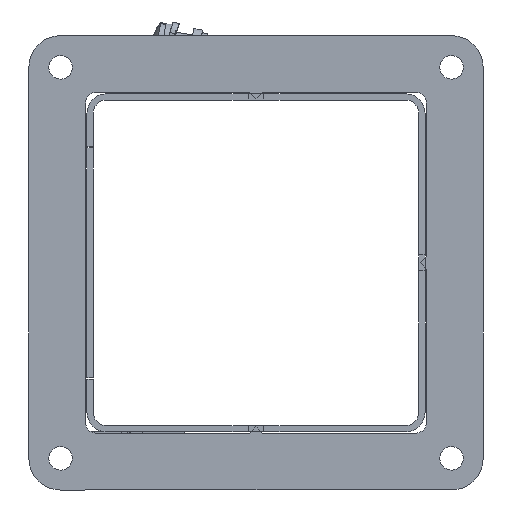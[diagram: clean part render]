
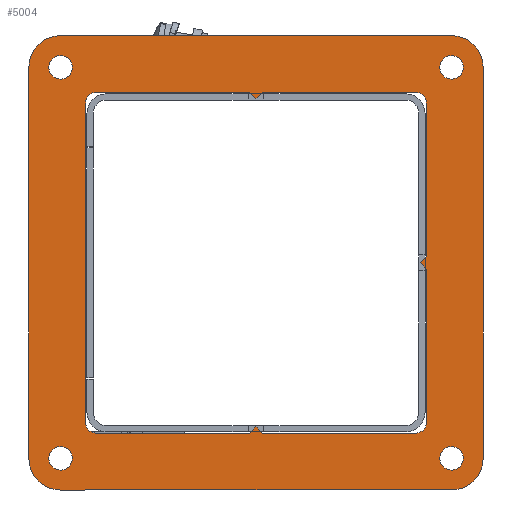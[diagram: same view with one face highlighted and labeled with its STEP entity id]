
A CAD part, left-side view. The second image highlights one B-rep face of the part: STEP entity #5004.
In plain terms, the highlighted face is planar.
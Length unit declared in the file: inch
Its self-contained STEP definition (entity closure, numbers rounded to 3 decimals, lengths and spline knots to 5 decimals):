
#4023=CARTESIAN_POINT('',(-2.01563,0.074,0.125));
#4024=VERTEX_POINT('',#4023);
#4031=CARTESIAN_POINT('',(-1.94163,0.,0.125));
#4032=VERTEX_POINT('',#4031);
#4033=CARTESIAN_POINT('',(-1.94163,0.,0.125));
#4034=DIRECTION('',(-0.707,0.707,0.0));
#4035=VECTOR('',#4034,0.10465);
#4036=LINE('',#4033,#4035);
#4037=EDGE_CURVE('',#4032,#4024,#4036,.T.);
#4062=CARTESIAN_POINT('',(-2.01563,-0.074,0.125));
#4063=VERTEX_POINT('',#4062);
#4064=CARTESIAN_POINT('',(-2.01563,-0.074,0.125));
#4065=DIRECTION('',(0.707,0.707,0.0));
#4066=VECTOR('',#4065,0.10465);
#4067=LINE('',#4064,#4066);
#4068=EDGE_CURVE('',#4063,#4032,#4067,.T.);
#4094=CARTESIAN_POINT('',(0.,1.94163,0.125));
#4095=VERTEX_POINT('',#4094);
#4102=CARTESIAN_POINT('',(-0.074,2.01563,0.125));
#4103=VERTEX_POINT('',#4102);
#4104=CARTESIAN_POINT('',(-0.074,2.01563,0.125));
#4105=DIRECTION('',(0.707,-0.707,0.0));
#4106=VECTOR('',#4105,0.10465);
#4107=LINE('',#4104,#4106);
#4108=EDGE_CURVE('',#4103,#4095,#4107,.T.);
#4132=CARTESIAN_POINT('',(0.074,2.01563,0.125));
#4133=VERTEX_POINT('',#4132);
#4140=CARTESIAN_POINT('',(0.,1.94163,0.125));
#4141=DIRECTION('',(0.707,0.707,0.0));
#4142=VECTOR('',#4141,0.10465);
#4143=LINE('',#4140,#4142);
#4144=EDGE_CURVE('',#4095,#4133,#4143,.T.);
#4165=CARTESIAN_POINT('',(0.,-1.94163,0.125));
#4166=VERTEX_POINT('',#4165);
#4173=CARTESIAN_POINT('',(0.074,-2.01563,0.125));
#4174=VERTEX_POINT('',#4173);
#4175=CARTESIAN_POINT('',(0.074,-2.01563,0.125));
#4176=DIRECTION('',(-0.707,0.707,0.0));
#4177=VECTOR('',#4176,0.10465);
#4178=LINE('',#4175,#4177);
#4179=EDGE_CURVE('',#4174,#4166,#4178,.T.);
#4203=CARTESIAN_POINT('',(-0.074,-2.01563,0.125));
#4204=VERTEX_POINT('',#4203);
#4211=CARTESIAN_POINT('',(0.,-1.94163,0.125));
#4212=DIRECTION('',(-0.707,-0.707,0.0));
#4213=VECTOR('',#4212,0.10465);
#4214=LINE('',#4211,#4213);
#4215=EDGE_CURVE('',#4166,#4204,#4214,.T.);
#4235=CARTESIAN_POINT('',(-2.01563,1.89063,0.125));
#4236=VERTEX_POINT('',#4235);
#4243=CARTESIAN_POINT('',(-2.01563,0.074,0.125));
#4244=DIRECTION('',(0.0,1.0,0.0));
#4245=VECTOR('',#4244,1.81663);
#4246=LINE('',#4243,#4245);
#4247=EDGE_CURVE('',#4024,#4236,#4246,.T.);
#4258=CARTESIAN_POINT('',(-2.01563,-1.89063,0.125));
#4259=VERTEX_POINT('',#4258);
#4260=CARTESIAN_POINT('',(-2.01563,-1.89063,0.125));
#4261=DIRECTION('',(0.0,1.0,0.0));
#4262=VECTOR('',#4261,1.81663);
#4263=LINE('',#4260,#4262);
#4264=EDGE_CURVE('',#4259,#4063,#4263,.T.);
#4297=CARTESIAN_POINT('',(1.89063,2.01563,0.125));
#4298=VERTEX_POINT('',#4297);
#4305=CARTESIAN_POINT('',(0.074,2.01563,0.125));
#4306=DIRECTION('',(1.0,0.0,0.0));
#4307=VECTOR('',#4306,1.81663);
#4308=LINE('',#4305,#4307);
#4309=EDGE_CURVE('',#4133,#4298,#4308,.T.);
#4320=CARTESIAN_POINT('',(-1.89063,2.01563,0.125));
#4321=VERTEX_POINT('',#4320);
#4322=CARTESIAN_POINT('',(-1.89063,2.01563,0.125));
#4323=DIRECTION('',(1.0,0.0,0.0));
#4324=VECTOR('',#4323,1.81663);
#4325=LINE('',#4322,#4324);
#4326=EDGE_CURVE('',#4321,#4103,#4325,.T.);
#4351=CARTESIAN_POINT('',(1.89063,-2.01563,0.125));
#4352=VERTEX_POINT('',#4351);
#4353=CARTESIAN_POINT('',(1.89063,-2.01563,0.125));
#4354=DIRECTION('',(-1.0,0.0,0.0));
#4355=VECTOR('',#4354,1.81663);
#4356=LINE('',#4353,#4355);
#4357=EDGE_CURVE('',#4352,#4174,#4356,.T.);
#4390=CARTESIAN_POINT('',(-1.89063,-2.01563,0.125));
#4391=VERTEX_POINT('',#4390);
#4398=CARTESIAN_POINT('',(-0.074,-2.01563,0.125));
#4399=DIRECTION('',(-1.0,0.0,0.0));
#4400=VECTOR('',#4399,1.81663);
#4401=LINE('',#4398,#4400);
#4402=EDGE_CURVE('',#4204,#4391,#4401,.T.);
#4423=CARTESIAN_POINT('',(2.45313,2.3125,0.125));
#4424=VERTEX_POINT('',#4423);
#4425=CARTESIAN_POINT('',(2.3125,2.3125,0.125));
#4426=DIRECTION('',(0.0,0.0,-1.0));
#4427=DIRECTION('',(-1.0,0.0,0.0));
#4428=AXIS2_PLACEMENT_3D('',#4425,#4426,#4427);
#4429=CIRCLE('',#4428,0.14063);
#4430=EDGE_CURVE('',#4424,#4424,#4429,.T.);
#4451=CARTESIAN_POINT('',(2.45313,-2.3125,0.125));
#4452=VERTEX_POINT('',#4451);
#4453=CARTESIAN_POINT('',(2.3125,-2.3125,0.125));
#4454=DIRECTION('',(0.0,0.0,-1.0));
#4455=DIRECTION('',(-1.0,0.0,0.0));
#4456=AXIS2_PLACEMENT_3D('',#4453,#4454,#4455);
#4457=CIRCLE('',#4456,0.14063);
#4458=EDGE_CURVE('',#4452,#4452,#4457,.T.);
#4479=CARTESIAN_POINT('',(-2.17188,2.3125,0.125));
#4480=VERTEX_POINT('',#4479);
#4481=CARTESIAN_POINT('',(-2.3125,2.3125,0.125));
#4482=DIRECTION('',(0.0,0.0,-1.0));
#4483=DIRECTION('',(-1.0,0.0,0.0));
#4484=AXIS2_PLACEMENT_3D('',#4481,#4482,#4483);
#4485=CIRCLE('',#4484,0.14063);
#4486=EDGE_CURVE('',#4480,#4480,#4485,.T.);
#4507=CARTESIAN_POINT('',(-2.17187,-2.3125,0.125));
#4508=VERTEX_POINT('',#4507);
#4509=CARTESIAN_POINT('',(-2.3125,-2.3125,0.125));
#4510=DIRECTION('',(0.0,0.0,-1.0));
#4511=DIRECTION('',(-1.0,0.0,0.0));
#4512=AXIS2_PLACEMENT_3D('',#4509,#4510,#4511);
#4513=CIRCLE('',#4512,0.14063);
#4514=EDGE_CURVE('',#4508,#4508,#4513,.T.);
#4524=CARTESIAN_POINT('',(-1.89063,1.89063,0.125));
#4525=DIRECTION('',(0.0,0.0,-1.0));
#4526=DIRECTION('',(0.0,1.0,0.0));
#4527=AXIS2_PLACEMENT_3D('',#4524,#4525,#4526);
#4528=CIRCLE('',#4527,0.125);
#4529=EDGE_CURVE('',#4236,#4321,#4528,.T.);
#4548=CARTESIAN_POINT('',(2.01563,1.89063,0.125));
#4549=VERTEX_POINT('',#4548);
#4550=CARTESIAN_POINT('',(1.89063,1.89063,0.125));
#4551=DIRECTION('',(0.0,0.0,-1.0));
#4552=DIRECTION('',(1.0,0.0,0.0));
#4553=AXIS2_PLACEMENT_3D('',#4550,#4551,#4552);
#4554=CIRCLE('',#4553,0.125);
#4555=EDGE_CURVE('',#4298,#4549,#4554,.T.);
#4581=CARTESIAN_POINT('',(2.01563,-1.89063,0.125));
#4582=VERTEX_POINT('',#4581);
#4583=CARTESIAN_POINT('',(2.01563,1.89063,0.125));
#4584=DIRECTION('',(0.0,-1.0,0.0));
#4585=VECTOR('',#4584,3.78125);
#4586=LINE('',#4583,#4585);
#4587=EDGE_CURVE('',#4549,#4582,#4586,.T.);
#4612=CARTESIAN_POINT('',(1.89063,-1.89063,0.125));
#4613=DIRECTION('',(0.0,0.0,-1.0));
#4614=DIRECTION('',(0.0,-1.0,0.0));
#4615=AXIS2_PLACEMENT_3D('',#4612,#4613,#4614);
#4616=CIRCLE('',#4615,0.125);
#4617=EDGE_CURVE('',#4582,#4352,#4616,.T.);
#4636=CARTESIAN_POINT('',(-1.89063,-1.89063,0.125));
#4637=DIRECTION('',(0.0,0.0,-1.0));
#4638=DIRECTION('',(-1.0,0.0,0.0));
#4639=AXIS2_PLACEMENT_3D('',#4636,#4637,#4638);
#4640=CIRCLE('',#4639,0.125);
#4641=EDGE_CURVE('',#4391,#4259,#4640,.T.);
#4660=CARTESIAN_POINT('',(-2.6875,2.3125,0.125));
#4661=VERTEX_POINT('',#4660);
#4662=CARTESIAN_POINT('',(-2.3125,2.6875,0.125));
#4663=VERTEX_POINT('',#4662);
#4664=CARTESIAN_POINT('',(-2.3125,2.3125,0.125));
#4665=DIRECTION('',(0.0,0.0,-1.0));
#4666=DIRECTION('',(0.0,1.0,0.0));
#4667=AXIS2_PLACEMENT_3D('',#4664,#4665,#4666);
#4668=CIRCLE('',#4667,0.375);
#4669=EDGE_CURVE('',#4661,#4663,#4668,.T.);
#4702=CARTESIAN_POINT('',(2.3125,2.6875,0.125));
#4703=VERTEX_POINT('',#4702);
#4704=CARTESIAN_POINT('',(-2.3125,2.6875,0.125));
#4705=DIRECTION('',(1.0,0.0,0.0));
#4706=VECTOR('',#4705,4.625);
#4707=LINE('',#4704,#4706);
#4708=EDGE_CURVE('',#4663,#4703,#4707,.T.);
#4733=CARTESIAN_POINT('',(2.6875,2.3125,0.125));
#4734=VERTEX_POINT('',#4733);
#4735=CARTESIAN_POINT('',(2.3125,2.3125,0.125));
#4736=DIRECTION('',(0.0,0.0,-1.0));
#4737=DIRECTION('',(1.0,0.0,0.0));
#4738=AXIS2_PLACEMENT_3D('',#4735,#4736,#4737);
#4739=CIRCLE('',#4738,0.375);
#4740=EDGE_CURVE('',#4703,#4734,#4739,.T.);
#4766=CARTESIAN_POINT('',(2.6875,-2.3125,0.125));
#4767=VERTEX_POINT('',#4766);
#4768=CARTESIAN_POINT('',(2.6875,2.3125,0.125));
#4769=DIRECTION('',(0.0,-1.0,0.0));
#4770=VECTOR('',#4769,4.625);
#4771=LINE('',#4768,#4770);
#4772=EDGE_CURVE('',#4734,#4767,#4771,.T.);
#4797=CARTESIAN_POINT('',(2.3125,-2.6875,0.125));
#4798=VERTEX_POINT('',#4797);
#4799=CARTESIAN_POINT('',(2.3125,-2.3125,0.125));
#4800=DIRECTION('',(0.0,0.0,-1.0));
#4801=DIRECTION('',(0.0,-1.0,0.0));
#4802=AXIS2_PLACEMENT_3D('',#4799,#4800,#4801);
#4803=CIRCLE('',#4802,0.375);
#4804=EDGE_CURVE('',#4767,#4798,#4803,.T.);
#4830=CARTESIAN_POINT('',(-2.3125,-2.6875,0.125));
#4831=VERTEX_POINT('',#4830);
#4832=CARTESIAN_POINT('',(2.3125,-2.6875,0.125));
#4833=DIRECTION('',(-1.0,0.0,0.0));
#4834=VECTOR('',#4833,4.625);
#4835=LINE('',#4832,#4834);
#4836=EDGE_CURVE('',#4798,#4831,#4835,.T.);
#4861=CARTESIAN_POINT('',(-2.6875,-2.3125,0.125));
#4862=VERTEX_POINT('',#4861);
#4863=CARTESIAN_POINT('',(-2.3125,-2.3125,0.125));
#4864=DIRECTION('',(0.0,0.0,-1.0));
#4865=DIRECTION('',(-1.0,0.0,0.0));
#4866=AXIS2_PLACEMENT_3D('',#4863,#4864,#4865);
#4867=CIRCLE('',#4866,0.375);
#4868=EDGE_CURVE('',#4831,#4862,#4867,.T.);
#4894=CARTESIAN_POINT('',(-2.6875,-2.3125,0.125));
#4895=DIRECTION('',(0.0,1.0,0.0));
#4896=VECTOR('',#4895,4.625);
#4897=LINE('',#4894,#4896);
#4898=EDGE_CURVE('',#4862,#4661,#4897,.T.);
#4958=CARTESIAN_POINT('',(0.,0.0,0.125));
#4959=DIRECTION('',(0.0,0.0,1.0));
#4960=DIRECTION('',(1.0,0.0,0.0));
#4961=AXIS2_PLACEMENT_3D('',#4958,#4959,#4960);
#4962=PLANE('',#4961);
#4963=ORIENTED_EDGE('',*,*,#4669,.F.);
#4964=ORIENTED_EDGE('',*,*,#4898,.F.);
#4965=ORIENTED_EDGE('',*,*,#4868,.F.);
#4966=ORIENTED_EDGE('',*,*,#4836,.F.);
#4967=ORIENTED_EDGE('',*,*,#4804,.F.);
#4968=ORIENTED_EDGE('',*,*,#4772,.F.);
#4969=ORIENTED_EDGE('',*,*,#4740,.F.);
#4970=ORIENTED_EDGE('',*,*,#4708,.F.);
#4971=EDGE_LOOP('',(#4963,#4964,#4965,#4966,#4967,#4968,#4969,#4970));
#4972=FACE_OUTER_BOUND('',#4971,.T.);
#4973=ORIENTED_EDGE('',*,*,#4430,.T.);
#4974=EDGE_LOOP('',(#4973));
#4975=FACE_BOUND('',#4974,.T.);
#4976=ORIENTED_EDGE('',*,*,#4458,.T.);
#4977=EDGE_LOOP('',(#4976));
#4978=FACE_BOUND('',#4977,.T.);
#4979=ORIENTED_EDGE('',*,*,#4486,.T.);
#4980=EDGE_LOOP('',(#4979));
#4981=FACE_BOUND('',#4980,.T.);
#4982=ORIENTED_EDGE('',*,*,#4514,.T.);
#4983=EDGE_LOOP('',(#4982));
#4984=FACE_BOUND('',#4983,.T.);
#4985=ORIENTED_EDGE('',*,*,#4529,.T.);
#4986=ORIENTED_EDGE('',*,*,#4326,.T.);
#4987=ORIENTED_EDGE('',*,*,#4108,.T.);
#4988=ORIENTED_EDGE('',*,*,#4144,.T.);
#4989=ORIENTED_EDGE('',*,*,#4309,.T.);
#4990=ORIENTED_EDGE('',*,*,#4555,.T.);
#4991=ORIENTED_EDGE('',*,*,#4587,.T.);
#4992=ORIENTED_EDGE('',*,*,#4617,.T.);
#4993=ORIENTED_EDGE('',*,*,#4357,.T.);
#4994=ORIENTED_EDGE('',*,*,#4179,.T.);
#4995=ORIENTED_EDGE('',*,*,#4215,.T.);
#4996=ORIENTED_EDGE('',*,*,#4402,.T.);
#4997=ORIENTED_EDGE('',*,*,#4641,.T.);
#4998=ORIENTED_EDGE('',*,*,#4264,.T.);
#4999=ORIENTED_EDGE('',*,*,#4068,.T.);
#5000=ORIENTED_EDGE('',*,*,#4037,.T.);
#5001=ORIENTED_EDGE('',*,*,#4247,.T.);
#5002=EDGE_LOOP('',(#4985,#4986,#4987,#4988,#4989,#4990,#4991,#4992,#4993,#4994,#4995,#4996,#4997,#4998,#4999,#5000,#5001));
#5003=FACE_BOUND('',#5002,.T.);
#5004=ADVANCED_FACE('',(#4972,#4975,#4978,#4981,#4984,#5003),#4962,.T.);
